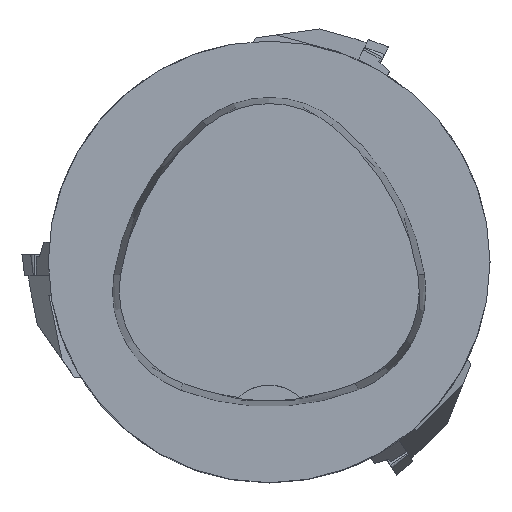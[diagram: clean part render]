
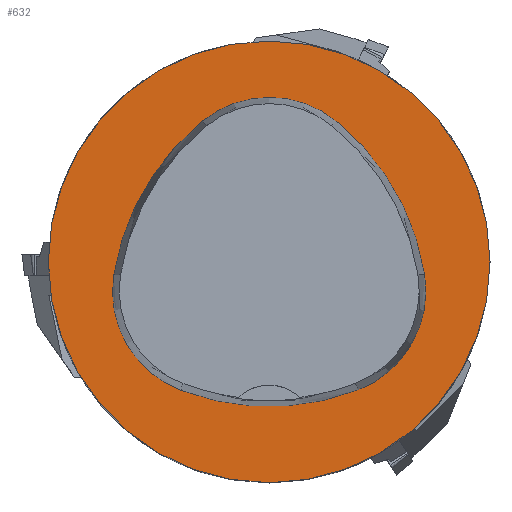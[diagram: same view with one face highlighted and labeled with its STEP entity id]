
A CAD part, top view. The second image highlights one B-rep face of the part: STEP entity #632.
In plain terms, the highlighted planar face has unit normal (0, 0, 1).
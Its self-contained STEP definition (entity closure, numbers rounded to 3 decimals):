
#566=FACE_BOUND('',#900,.T.);
#567=FACE_BOUND('',#901,.T.);
#632=ADVANCED_FACE('',(#566,#567),#716,.T.);
#716=PLANE('',#2173);
#900=EDGE_LOOP('',(#1202,#1203,#1204,#1205,#1206,#1207));
#901=EDGE_LOOP('',(#1208));
#1202=ORIENTED_EDGE('',*,*,#1774,.T.);
#1203=ORIENTED_EDGE('',*,*,#1754,.T.);
#1204=ORIENTED_EDGE('',*,*,#1758,.T.);
#1205=ORIENTED_EDGE('',*,*,#1761,.T.);
#1206=ORIENTED_EDGE('',*,*,#1764,.T.);
#1207=ORIENTED_EDGE('',*,*,#1772,.T.);
#1208=ORIENTED_EDGE('',*,*,#1745,.F.);
#1545=VERTEX_POINT('',#3101);
#1554=VERTEX_POINT('',#3120);
#1555=VERTEX_POINT('',#3121);
#1558=VERTEX_POINT('',#3129);
#1560=VERTEX_POINT('',#3135);
#1562=VERTEX_POINT('',#3141);
#1569=VERTEX_POINT('',#3162);
#1745=EDGE_CURVE('',#1545,#1545,#1916,.T.);
#1754=EDGE_CURVE('',#1554,#1555,#1917,.T.);
#1758=EDGE_CURVE('',#1555,#1558,#1919,.T.);
#1761=EDGE_CURVE('',#1558,#1560,#1921,.T.);
#1764=EDGE_CURVE('',#1560,#1562,#1923,.T.);
#1772=EDGE_CURVE('',#1562,#1569,#1927,.T.);
#1774=EDGE_CURVE('',#1569,#1554,#1929,.T.);
#1916=CIRCLE('',#2145,25.);
#1917=CIRCLE('',#2151,28.);
#1919=CIRCLE('',#2154,12.);
#1921=CIRCLE('',#2157,28.);
#1923=CIRCLE('',#2160,12.);
#1927=CIRCLE('',#2165,28.);
#1929=CIRCLE('',#2168,12.);
#2145=AXIS2_PLACEMENT_3D('',#3100,#2479,#2480);
#2151=AXIS2_PLACEMENT_3D('',#3119,#2495,#2496);
#2154=AXIS2_PLACEMENT_3D('',#3128,#2503,#2504);
#2157=AXIS2_PLACEMENT_3D('',#3134,#2510,#2511);
#2160=AXIS2_PLACEMENT_3D('',#3140,#2517,#2518);
#2165=AXIS2_PLACEMENT_3D('',#3163,#2529,#2530);
#2168=AXIS2_PLACEMENT_3D('',#3166,#2535,#2536);
#2173=AXIS2_PLACEMENT_3D('',#3171,#2545,#2546);
#2479=DIRECTION('',(0.,0.,-1.));
#2480=DIRECTION('',(-1.,0.,0.));
#2495=DIRECTION('',(0.,0.,-1.));
#2496=DIRECTION('',(-1.,0.,0.));
#2503=DIRECTION('',(0.,0.,-1.));
#2504=DIRECTION('',(-1.,0.,0.));
#2510=DIRECTION('',(0.,0.,-1.));
#2511=DIRECTION('',(-1.,0.,0.));
#2517=DIRECTION('',(0.,0.,-1.));
#2518=DIRECTION('',(-1.,0.,0.));
#2529=DIRECTION('',(0.,0.,-1.));
#2530=DIRECTION('',(-1.,0.,0.));
#2535=DIRECTION('',(0.,0.,-1.));
#2536=DIRECTION('',(-1.,0.,0.));
#2545=DIRECTION('',(0.,0.,1.));
#2546=DIRECTION('',(1.,0.,0.));
#3100=CARTESIAN_POINT('',(0.,0.,0.));
#3101=CARTESIAN_POINT('',(-25.,0.,0.));
#3119=CARTESIAN_POINT('',(10.068,-5.824,0.));
#3120=CARTESIAN_POINT('',(-17.584,-1.424,0.));
#3121=CARTESIAN_POINT('',(-7.531,15.953,0.));
#3128=CARTESIAN_POINT('',(0.011,6.62,0.));
#3129=CARTESIAN_POINT('',(7.567,15.942,0.));
#3134=CARTESIAN_POINT('',(-10.063,-5.81,0.));
#3135=CARTESIAN_POINT('',(17.59,-1.418,0.));
#3140=CARTESIAN_POINT('',(5.739,-3.3,0.));
#3141=CARTESIAN_POINT('',(10.05,-14.499,0.));
#3162=CARTESIAN_POINT('',(-10.025,-14.516,0.));
#3163=CARTESIAN_POINT('',(-0.01,11.631,0.));
#3166=CARTESIAN_POINT('',(-5.733,-3.31,0.));
#3171=CARTESIAN_POINT('',(0.,0.,0.));
